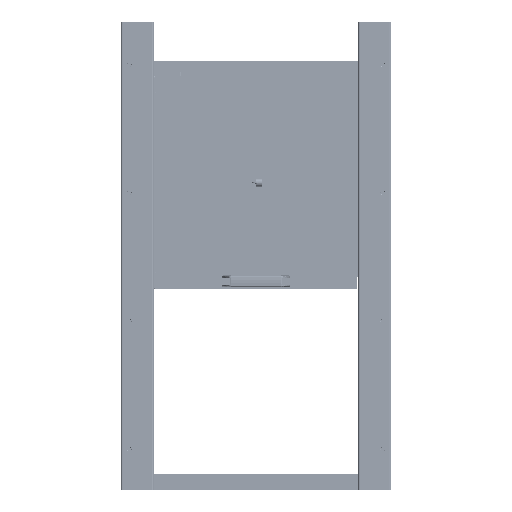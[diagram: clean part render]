
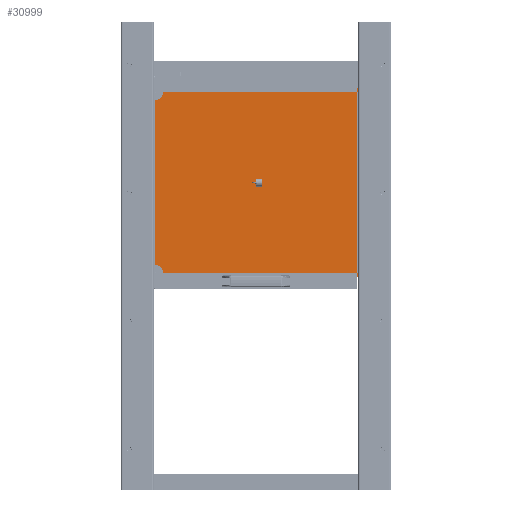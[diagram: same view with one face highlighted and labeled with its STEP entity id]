
A CAD part, front view. The second image highlights one B-rep face of the part: STEP entity #30999.
In plain terms, the highlighted planar face has unit normal (0, -1, 0).
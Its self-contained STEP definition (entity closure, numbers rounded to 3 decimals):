
#30999=ADVANCED_FACE('',(#37427),#37428,.T.);
#37427=FACE_OUTER_BOUND('',#46601,.T.);
#37428=PLANE('',#46602);
#46601=EDGE_LOOP('',(#56276,#56277,#56278,#56279));
#46602=AXIS2_PLACEMENT_3D('',#56280,#56281,#56282);
#56276=ORIENTED_EDGE('',*,*,#77274,.F.);
#56277=ORIENTED_EDGE('',*,*,#77277,.F.);
#56278=ORIENTED_EDGE('',*,*,#77269,.F.);
#56279=ORIENTED_EDGE('',*,*,#77265,.F.);
#56280=CARTESIAN_POINT('',(0.,-60.5,751.809));
#56281=DIRECTION('',(0.0,-1.0,0.));
#56282=DIRECTION('',(1.0,0.0,0.0));
#77265=EDGE_CURVE('',#85951,#85953,#85954,.T.);
#77269=EDGE_CURVE('',#85953,#85959,#85960,.T.);
#77274=EDGE_CURVE('',#85966,#85951,#85968,.T.);
#77277=EDGE_CURVE('',#85959,#85966,#85971,.T.);
#85951=VERTEX_POINT('',#99622);
#85953=VERTEX_POINT('',#99625);
#85954=LINE('',#99626,#99627);
#85959=VERTEX_POINT('',#99634);
#85960=LINE('',#99635,#99636);
#85966=VERTEX_POINT('',#99644);
#85968=LINE('',#99647,#99648);
#85971=LINE('',#99652,#99653);
#99622=CARTESIAN_POINT('',(-257.0,-60.5,520.809));
#99625=CARTESIAN_POINT('',(-257.0,-60.5,982.809));
#99626=CARTESIAN_POINT('',(-257.0,-60.5,751.809));
#99627=VECTOR('',#122722,1.0);
#99634=CARTESIAN_POINT('',(257.0,-60.5,982.809));
#99635=CARTESIAN_POINT('',(0.,-60.5,982.809));
#99636=VECTOR('',#122725,1.0);
#99644=CARTESIAN_POINT('',(257.0,-60.5,520.809));
#99647=CARTESIAN_POINT('',(0.,-60.5,520.809));
#99648=VECTOR('',#122729,1.0);
#99652=CARTESIAN_POINT('',(257.0,-60.5,751.809));
#99653=VECTOR('',#122731,1.0);
#122722=DIRECTION('',(0.0,0.,1.0));
#122725=DIRECTION('',(1.0,0.0,0.0));
#122729=DIRECTION('',(-1.0,0.0,0.0));
#122731=DIRECTION('',(0.0,0.,-1.0));
